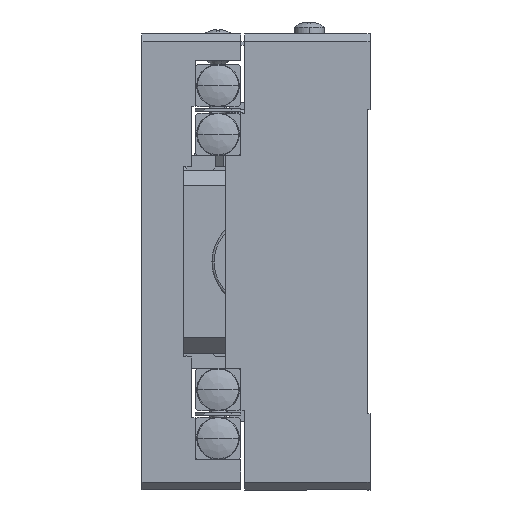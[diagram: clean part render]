
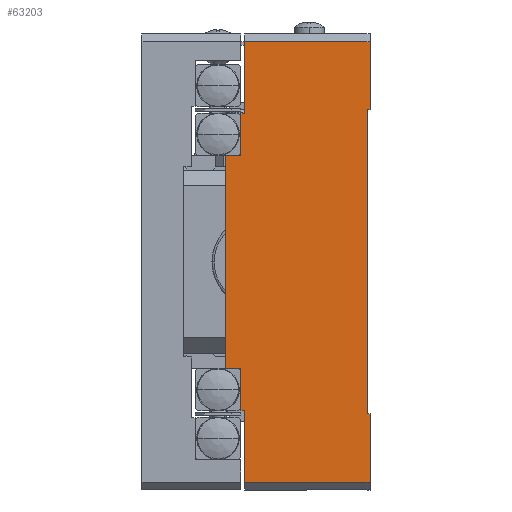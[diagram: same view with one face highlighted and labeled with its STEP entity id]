
A CAD part, left-side view. The second image highlights one B-rep face of the part: STEP entity #63203.
In plain terms, the highlighted planar face has unit normal (-1, 0, 0).
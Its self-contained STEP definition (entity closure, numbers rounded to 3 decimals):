
#693 = EDGE_CURVE ( 'NONE', #32424, #37056, #17331, .T. ) ;
#1396 = EDGE_CURVE ( 'NONE', #18028, #11510, #65047, .T. ) ;
#1399 = CARTESIAN_POINT ( 'NONE',  ( -30., 0., 30. ) ) ;
#3800 = ORIENTED_EDGE ( 'NONE', *, *, #68793, .T. ) ;
#5159 = EDGE_CURVE ( 'NONE', #26705, #45562, #18585, .T. ) ;
#6131 = DIRECTION ( 'NONE',  ( 1., 0., 0. ) ) ;
#8019 = CARTESIAN_POINT ( 'NONE',  ( -30., 19., 14. ) ) ;
#8129 = AXIS2_PLACEMENT_3D ( 'NONE', #35579, #6131, #58589 ) ;
#9762 = ORIENTED_EDGE ( 'NONE', *, *, #24555, .T. ) ;
#9785 = VECTOR ( 'NONE', #11669, 1000. ) ;
#10960 = LINE ( 'NONE', #71515, #9785 ) ;
#11350 = EDGE_CURVE ( 'NONE', #72123, #51385, #49671, .T. ) ;
#11510 = VERTEX_POINT ( 'NONE', #73242 ) ;
#11669 = DIRECTION ( 'NONE',  ( 0., 0., -1. ) ) ;
#11790 = CARTESIAN_POINT ( 'NONE',  ( -30., 16.5, -29. ) ) ;
#13752 = VERTEX_POINT ( 'NONE', #90193 ) ;
#14572 = VERTEX_POINT ( 'NONE', #31203 ) ;
#15130 = CARTESIAN_POINT ( 'NONE',  ( -30., 0.3, -20. ) ) ;
#16320 = DIRECTION ( 'NONE',  ( 0., 1., 0. ) ) ;
#16530 = EDGE_CURVE ( 'NONE', #37056, #23100, #43307, .T. ) ;
#17331 = LINE ( 'NONE', #18699, #58156 ) ;
#17417 = VECTOR ( 'NONE', #91622, 1000. ) ;
#17684 = LINE ( 'NONE', #85074, #96656 ) ;
#18028 = VERTEX_POINT ( 'NONE', #69946 ) ;
#18495 = ORIENTED_EDGE ( 'NONE', *, *, #50356, .T. ) ;
#18585 = LINE ( 'NONE', #59741, #65173 ) ;
#18699 = CARTESIAN_POINT ( 'NONE',  ( -30., 0.3, 20. ) ) ;
#19440 = CARTESIAN_POINT ( 'NONE',  ( -30., 0., -20. ) ) ;
#19801 = DIRECTION ( 'NONE',  ( 0., 0., -1. ) ) ;
#22253 = LINE ( 'NONE', #8019, #86814 ) ;
#22984 = ORIENTED_EDGE ( 'NONE', *, *, #5159, .T. ) ;
#23100 = VERTEX_POINT ( 'NONE', #43988 ) ;
#23363 = VECTOR ( 'NONE', #63530, 1000. ) ;
#24555 = EDGE_CURVE ( 'NONE', #53843, #72123, #27689, .T. ) ;
#25691 = DIRECTION ( 'NONE',  ( 0., 0., -1. ) ) ;
#26705 = VERTEX_POINT ( 'NONE', #51134 ) ;
#27689 = LINE ( 'NONE', #97342, #57507 ) ;
#28079 = LINE ( 'NONE', #41740, #41253 ) ;
#28811 = VERTEX_POINT ( 'NONE', #19440 ) ;
#31203 = CARTESIAN_POINT ( 'NONE',  ( -30., 19., 14. ) ) ;
#32424 = VERTEX_POINT ( 'NONE', #77984 ) ;
#32549 = DIRECTION ( 'NONE',  ( 0., 0., 1. ) ) ;
#32765 = CARTESIAN_POINT ( 'NONE',  ( -30., 0.3, 30. ) ) ;
#34197 = VECTOR ( 'NONE', #25691, 1000. ) ;
#34611 = LINE ( 'NONE', #47264, #91980 ) ;
#34946 = VECTOR ( 'NONE', #40379, 1000. ) ;
#35075 = DIRECTION ( 'NONE',  ( 0., 1., 0. ) ) ;
#35362 = ORIENTED_EDGE ( 'NONE', *, *, #84183, .T. ) ;
#35439 = DIRECTION ( 'NONE',  ( 0., -1., 0. ) ) ;
#35579 = CARTESIAN_POINT ( 'NONE',  ( -30., 19., 30. ) ) ;
#36678 = DIRECTION ( 'NONE',  ( 0., -1., 0. ) ) ;
#37056 = VERTEX_POINT ( 'NONE', #44213 ) ;
#37346 = EDGE_LOOP ( 'NONE', ( #9762, #80716, #3800, #76964, #42687, #71970, #40030, #35362, #78734, #22984, #51138, #48188, #94431, #88999, #18495, #61304 ) ) ;
#38008 = FACE_OUTER_BOUND ( 'NONE', #37346, .T. ) ;
#39934 = CARTESIAN_POINT ( 'NONE',  ( -30., 19., -29. ) ) ;
#40030 = ORIENTED_EDGE ( 'NONE', *, *, #16530, .T. ) ;
#40379 = DIRECTION ( 'NONE',  ( 0., 0., 1. ) ) ;
#41253 = VECTOR ( 'NONE', #79755, 1000. ) ;
#41740 = CARTESIAN_POINT ( 'NONE',  ( -30., 19., 29. ) ) ;
#42687 = ORIENTED_EDGE ( 'NONE', *, *, #70224, .F. ) ;
#43307 = LINE ( 'NONE', #1399, #64711 ) ;
#43988 = CARTESIAN_POINT ( 'NONE',  ( -30., 0., 29. ) ) ;
#44213 = CARTESIAN_POINT ( 'NONE',  ( -30., 0., 20. ) ) ;
#44566 = LINE ( 'NONE', #78428, #34946 ) ;
#45562 = VERTEX_POINT ( 'NONE', #55801 ) ;
#47025 = CARTESIAN_POINT ( 'NONE',  ( -30., 0., -29. ) ) ;
#47264 = CARTESIAN_POINT ( 'NONE',  ( -30., 17., -19.5 ) ) ;
#47380 = CARTESIAN_POINT ( 'NONE',  ( -30., 16.5, 29. ) ) ;
#47895 = DIRECTION ( 'NONE',  ( 0., -1., 0. ) ) ;
#48188 = ORIENTED_EDGE ( 'NONE', *, *, #70194, .T. ) ;
#49671 = LINE ( 'NONE', #39934, #65151 ) ;
#49673 = LINE ( 'NONE', #70206, #23363 ) ;
#50356 = EDGE_CURVE ( 'NONE', #11510, #85257, #49673, .T. ) ;
#50711 = VECTOR ( 'NONE', #36678, 1000. ) ;
#51134 = CARTESIAN_POINT ( 'NONE',  ( -30., 16.5, 19.5 ) ) ;
#51138 = ORIENTED_EDGE ( 'NONE', *, *, #62029, .T. ) ;
#51385 = VERTEX_POINT ( 'NONE', #47025 ) ;
#52455 = CARTESIAN_POINT ( 'NONE',  ( -30., 0., 30. ) ) ;
#52689 = CARTESIAN_POINT ( 'NONE',  ( -30., 19., -14. ) ) ;
#53412 = DIRECTION ( 'NONE',  ( 0., -1., 0. ) ) ;
#53843 = VERTEX_POINT ( 'NONE', #54004 ) ;
#54004 = CARTESIAN_POINT ( 'NONE',  ( -30., 16.5, -19.5 ) ) ;
#55374 = EDGE_CURVE ( 'NONE', #85257, #53843, #34611, .T. ) ;
#55801 = CARTESIAN_POINT ( 'NONE',  ( -30., 17., 19.5 ) ) ;
#57507 = VECTOR ( 'NONE', #19801, 1000. ) ;
#58156 = VECTOR ( 'NONE', #35439, 1000. ) ;
#58589 = DIRECTION ( 'NONE',  ( 0., 0., -1. ) ) ;
#59374 = LINE ( 'NONE', #32765, #34197 ) ;
#59741 = CARTESIAN_POINT ( 'NONE',  ( -30., 17., 19.5 ) ) ;
#61304 = ORIENTED_EDGE ( 'NONE', *, *, #55374, .T. ) ;
#61657 = LINE ( 'NONE', #83914, #17417 ) ;
#62029 = EDGE_CURVE ( 'NONE', #45562, #13752, #10960, .T. ) ;
#62810 = EDGE_CURVE ( 'NONE', #96908, #28811, #17684, .T. ) ;
#63203 = ADVANCED_FACE ( 'NONE', ( #38008 ), #65930, .F. ) ;
#63530 = DIRECTION ( 'NONE',  ( 0., 0., -1. ) ) ;
#64711 = VECTOR ( 'NONE', #32549, 1000. ) ;
#65047 = LINE ( 'NONE', #52689, #50711 ) ;
#65151 = VECTOR ( 'NONE', #95042, 1000. ) ;
#65173 = VECTOR ( 'NONE', #35075, 1000. ) ;
#65930 = PLANE ( 'NONE',  #8129 ) ;
#67083 = DIRECTION ( 'NONE',  ( 0., 0., 1. ) ) ;
#68793 = EDGE_CURVE ( 'NONE', #51385, #28811, #92302, .T. ) ;
#69946 = CARTESIAN_POINT ( 'NONE',  ( -30., 19., -14. ) ) ;
#70074 = EDGE_CURVE ( 'NONE', #87450, #26705, #61657, .T. ) ;
#70194 = EDGE_CURVE ( 'NONE', #13752, #14572, #22253, .T. ) ;
#70206 = CARTESIAN_POINT ( 'NONE',  ( -30., 17., -14. ) ) ;
#70224 = EDGE_CURVE ( 'NONE', #32424, #96908, #59374, .T. ) ;
#71515 = CARTESIAN_POINT ( 'NONE',  ( -30., 17., 14. ) ) ;
#71970 = ORIENTED_EDGE ( 'NONE', *, *, #693, .T. ) ;
#72123 = VERTEX_POINT ( 'NONE', #11790 ) ;
#73242 = CARTESIAN_POINT ( 'NONE',  ( -30., 17., -14. ) ) ;
#76964 = ORIENTED_EDGE ( 'NONE', *, *, #62810, .F. ) ;
#77984 = CARTESIAN_POINT ( 'NONE',  ( -30., 0.3, 20. ) ) ;
#78428 = CARTESIAN_POINT ( 'NONE',  ( -30., 19., 30. ) ) ;
#78734 = ORIENTED_EDGE ( 'NONE', *, *, #70074, .T. ) ;
#79755 = DIRECTION ( 'NONE',  ( 0., 1., 0. ) ) ;
#80716 = ORIENTED_EDGE ( 'NONE', *, *, #11350, .T. ) ;
#83914 = CARTESIAN_POINT ( 'NONE',  ( -30., 16.5, 19.5 ) ) ;
#84183 = EDGE_CURVE ( 'NONE', #23100, #87450, #28079, .T. ) ;
#85074 = CARTESIAN_POINT ( 'NONE',  ( -30., 0.3, -20. ) ) ;
#85257 = VERTEX_POINT ( 'NONE', #91830 ) ;
#86814 = VECTOR ( 'NONE', #16320, 1000. ) ;
#86943 = EDGE_CURVE ( 'NONE', #18028, #14572, #44566, .T. ) ;
#87450 = VERTEX_POINT ( 'NONE', #47380 ) ;
#88999 = ORIENTED_EDGE ( 'NONE', *, *, #1396, .T. ) ;
#90193 = CARTESIAN_POINT ( 'NONE',  ( -30., 17., 14. ) ) ;
#91622 = DIRECTION ( 'NONE',  ( 0., 0., -1. ) ) ;
#91830 = CARTESIAN_POINT ( 'NONE',  ( -30., 17., -19.5 ) ) ;
#91980 = VECTOR ( 'NONE', #47895, 1000. ) ;
#92302 = LINE ( 'NONE', #52455, #95838 ) ;
#94431 = ORIENTED_EDGE ( 'NONE', *, *, #86943, .F. ) ;
#95042 = DIRECTION ( 'NONE',  ( 0., -1., 0. ) ) ;
#95838 = VECTOR ( 'NONE', #67083, 1000. ) ;
#96656 = VECTOR ( 'NONE', #53412, 1000. ) ;
#96908 = VERTEX_POINT ( 'NONE', #15130 ) ;
#97342 = CARTESIAN_POINT ( 'NONE',  ( -30., 16.5, -19.5 ) ) ;
